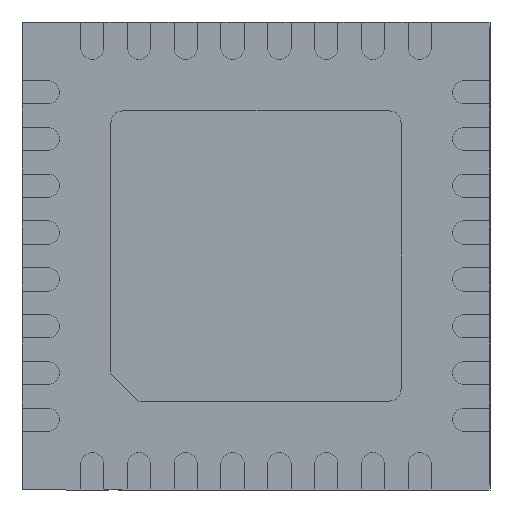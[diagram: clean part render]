
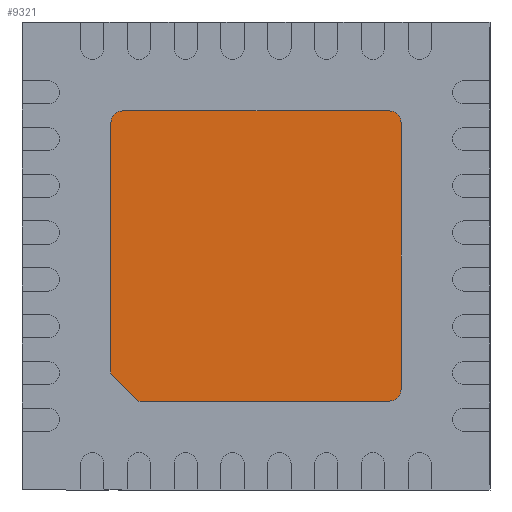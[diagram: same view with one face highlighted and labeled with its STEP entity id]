
A CAD part, front view. The second image highlights one B-rep face of the part: STEP entity #9321.
In plain terms, the highlighted planar face has unit normal (0, -1, 0).
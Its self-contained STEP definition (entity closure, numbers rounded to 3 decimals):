
#32 = DIRECTION ( 'NONE',  ( 0., 0., 1. ) ) ;
#415 = ORIENTED_EDGE ( 'NONE', *, *, #10117, .T. ) ;
#659 = CARTESIAN_POINT ( 'NONE',  ( 1.425, 0.05, 1.425 ) ) ;
#775 = VERTEX_POINT ( 'NONE', #6289 ) ;
#847 = EDGE_CURVE ( 'NONE', #10323, #1566, #10899, .T. ) ;
#871 = DIRECTION ( 'NONE',  ( 0., 0., 1. ) ) ;
#1081 = DIRECTION ( 'NONE',  ( 0., 0., 1. ) ) ;
#1308 = CIRCLE ( 'NONE', #4086, 0.125 ) ;
#1564 = DIRECTION ( 'NONE',  ( 0., 0., -1. ) ) ;
#1566 = VERTEX_POINT ( 'NONE', #2252 ) ;
#1907 = EDGE_CURVE ( 'NONE', #775, #4420, #1308, .T. ) ;
#1921 = VECTOR ( 'NONE', #9339, 1000. ) ;
#2010 = AXIS2_PLACEMENT_3D ( 'NONE', #4564, #10607, #4529 ) ;
#2161 = DIRECTION ( 'NONE',  ( -1., 0., 0. ) ) ;
#2252 = CARTESIAN_POINT ( 'NONE',  ( -1.425, 0.05, 1.55 ) ) ;
#2277 = LINE ( 'NONE', #3390, #10888 ) ;
#2298 = ORIENTED_EDGE ( 'NONE', *, *, #3466, .T. ) ;
#2334 = CIRCLE ( 'NONE', #3310, 0.125 ) ;
#2772 = ORIENTED_EDGE ( 'NONE', *, *, #7477, .T. ) ;
#2989 = EDGE_CURVE ( 'NONE', #1566, #3886, #7437, .T. ) ;
#3022 = VECTOR ( 'NONE', #1564, 1000. ) ;
#3225 = EDGE_CURVE ( 'NONE', #3886, #3409, #5581, .T. ) ;
#3227 = CARTESIAN_POINT ( 'NONE',  ( -1.25, 0.05, -1.55 ) ) ;
#3310 = AXIS2_PLACEMENT_3D ( 'NONE', #659, #9220, #9306 ) ;
#3390 = CARTESIAN_POINT ( 'NONE',  ( -1.55, 0.05, -1.25 ) ) ;
#3409 = VERTEX_POINT ( 'NONE', #9826 ) ;
#3466 = EDGE_CURVE ( 'NONE', #5726, #10323, #2334, .T. ) ;
#3694 = CARTESIAN_POINT ( 'NONE',  ( 1.55, 0.05, -1.425 ) ) ;
#3815 = VECTOR ( 'NONE', #1081, 1000. ) ;
#3886 = VERTEX_POINT ( 'NONE', #7919 ) ;
#3975 = ORIENTED_EDGE ( 'NONE', *, *, #847, .T. ) ;
#4086 = AXIS2_PLACEMENT_3D ( 'NONE', #8497, #6855, #32 ) ;
#4142 = DIRECTION ( 'NONE',  ( 0.707, 0., -0.707 ) ) ;
#4239 = CARTESIAN_POINT ( 'NONE',  ( -1.55, 0.05, 1.425 ) ) ;
#4291 = ORIENTED_EDGE ( 'NONE', *, *, #2989, .T. ) ;
#4420 = VERTEX_POINT ( 'NONE', #7687 ) ;
#4529 = DIRECTION ( 'NONE',  ( 0., 0., 1. ) ) ;
#4564 = CARTESIAN_POINT ( 'NONE',  ( 0., 0.05, 0. ) ) ;
#4847 = CARTESIAN_POINT ( 'NONE',  ( 1.55, 0.05, 1.425 ) ) ;
#5044 = CARTESIAN_POINT ( 'NONE',  ( -1.425, 0.05, 1.425 ) ) ;
#5199 = CARTESIAN_POINT ( 'NONE',  ( -1.25, 0.05, -1.55 ) ) ;
#5581 = LINE ( 'NONE', #4239, #3022 ) ;
#5726 = VERTEX_POINT ( 'NONE', #4847 ) ;
#5829 = LINE ( 'NONE', #3227, #1921 ) ;
#6289 = CARTESIAN_POINT ( 'NONE',  ( 1.425, 0.05, -1.55 ) ) ;
#6855 = DIRECTION ( 'NONE',  ( 0., -1., 0. ) ) ;
#6918 = EDGE_CURVE ( 'NONE', #8165, #775, #5829, .T. ) ;
#7129 = PLANE ( 'NONE',  #2010 ) ;
#7437 = CIRCLE ( 'NONE', #11158, 0.125 ) ;
#7477 = EDGE_CURVE ( 'NONE', #3409, #8165, #2277, .T. ) ;
#7687 = CARTESIAN_POINT ( 'NONE',  ( 1.55, 0.05, -1.425 ) ) ;
#7804 = ORIENTED_EDGE ( 'NONE', *, *, #3225, .T. ) ;
#7919 = CARTESIAN_POINT ( 'NONE',  ( -1.55, 0.05, 1.425 ) ) ;
#8031 = ORIENTED_EDGE ( 'NONE', *, *, #1907, .T. ) ;
#8094 = EDGE_LOOP ( 'NONE', ( #2298, #3975, #4291, #7804, #2772, #9602, #8031, #415 ) ) ;
#8165 = VERTEX_POINT ( 'NONE', #5199 ) ;
#8497 = CARTESIAN_POINT ( 'NONE',  ( 1.425, 0.05, -1.425 ) ) ;
#8545 = DIRECTION ( 'NONE',  ( 0., -1., 0. ) ) ;
#8611 = VECTOR ( 'NONE', #2161, 1000. ) ;
#8933 = FACE_OUTER_BOUND ( 'NONE', #8094, .T. ) ;
#9027 = CARTESIAN_POINT ( 'NONE',  ( 1.425, 0.05, 1.55 ) ) ;
#9029 = CARTESIAN_POINT ( 'NONE',  ( 1.425, 0.05, 1.55 ) ) ;
#9220 = DIRECTION ( 'NONE',  ( 0., -1., 0. ) ) ;
#9306 = DIRECTION ( 'NONE',  ( 0., 0., 1. ) ) ;
#9321 = ADVANCED_FACE ( 'NONE', ( #8933 ), #7129, .F. ) ;
#9339 = DIRECTION ( 'NONE',  ( 1., 0., 0. ) ) ;
#9602 = ORIENTED_EDGE ( 'NONE', *, *, #6918, .T. ) ;
#9826 = CARTESIAN_POINT ( 'NONE',  ( -1.55, 0.05, -1.25 ) ) ;
#10117 = EDGE_CURVE ( 'NONE', #4420, #5726, #10559, .T. ) ;
#10323 = VERTEX_POINT ( 'NONE', #9029 ) ;
#10559 = LINE ( 'NONE', #3694, #3815 ) ;
#10607 = DIRECTION ( 'NONE',  ( 0., 1., 0. ) ) ;
#10888 = VECTOR ( 'NONE', #4142, 1000. ) ;
#10899 = LINE ( 'NONE', #9027, #8611 ) ;
#11158 = AXIS2_PLACEMENT_3D ( 'NONE', #5044, #8545, #871 ) ;
